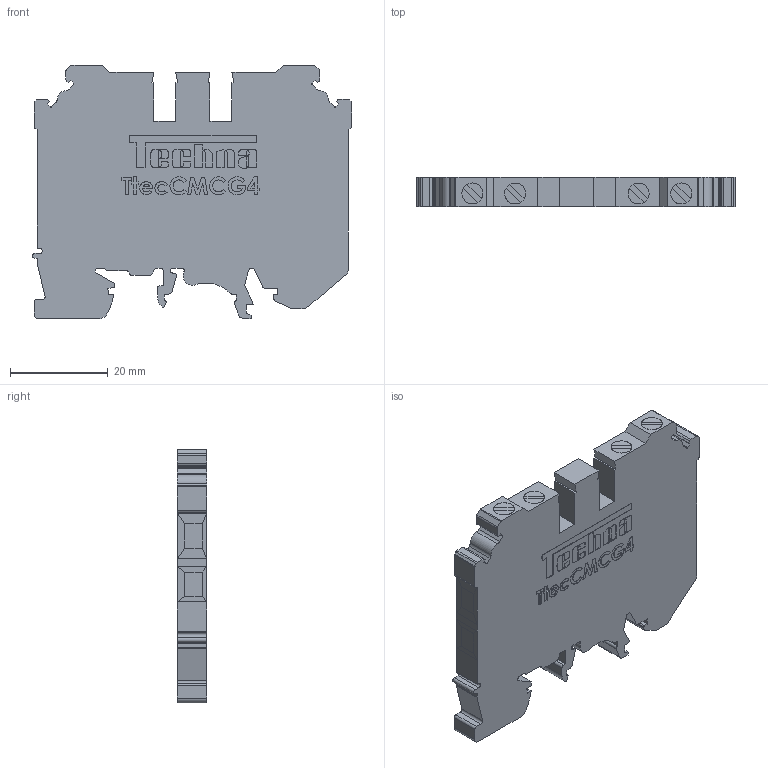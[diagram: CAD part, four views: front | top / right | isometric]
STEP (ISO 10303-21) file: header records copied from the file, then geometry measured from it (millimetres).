
FILE_DESCRIPTION (( 'STEP AP214' ), '1' );
FILE_NAME ('TtecCMCG4.STEP', '2020-10-19T12:59:55', ( '' ), ( '' ), 'SwSTEP 2.0', 'SolidWorks 2020', '' );
FILE_SCHEMA (( 'AUTOMOTIVE_DESIGN' ));
Length unit declared in the file: millimetre
Products named in the file (1): TtecCMCG4
Bounding box: 65.35 x 6 x 52.02 mm (x, y, z)
Volume: 16562.7 mm3; surface area: 7667.7 mm2
Topology: 1 solids, 1 shells, 754 faces, 2082 edges, 1372 vertices
Faces by surface type: plane 470, cylinder 198, bspline 86
Entity records: 34707 total; most frequent: CARTESIAN_POINT 9943, ORIENTED_EDGE 4164, DIRECTION 3660, EDGE_CURVE 2082, LINE 1498, VECTOR 1498, VERTEX_POINT 1372, AXIS2_PLACEMENT_3D 1081
